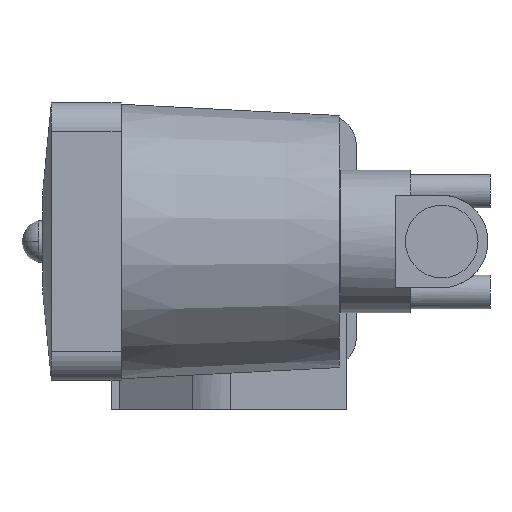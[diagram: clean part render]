
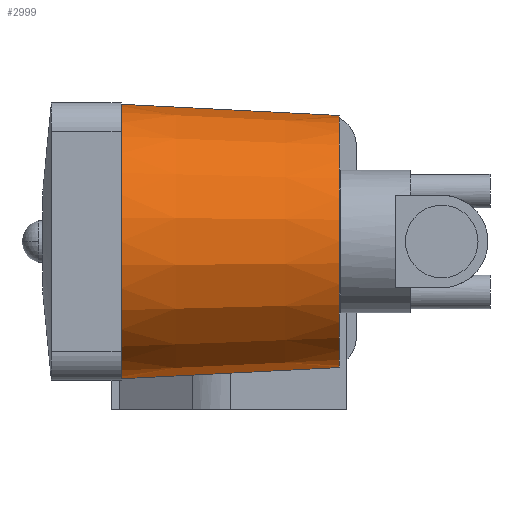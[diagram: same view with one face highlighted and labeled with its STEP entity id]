
A CAD part, left-side view. The second image highlights one B-rep face of the part: STEP entity #2999.
In plain terms, the highlighted conical face has half-angle 2.943 degrees and reference radius 30 mm.
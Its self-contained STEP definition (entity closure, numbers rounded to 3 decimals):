
#70 = CARTESIAN_POINT ( 'NONE',  ( 0., 59.5, -32.673 ) ) ;
#131 = CARTESIAN_POINT ( 'NONE',  ( 0., 7.5, -30. ) ) ;
#293 = DIRECTION ( 'NONE',  ( 0., 1., 0. ) ) ;
#305 = CARTESIAN_POINT ( 'NONE',  ( 0., 7.5, 0. ) ) ;
#606 = EDGE_CURVE ( 'NONE', #2856, #3153, #2538, .T. ) ;
#749 = ORIENTED_EDGE ( 'NONE', *, *, #2718, .F. ) ;
#757 = CARTESIAN_POINT ( 'NONE',  ( 0., 7.5, 0. ) ) ;
#765 = AXIS2_PLACEMENT_3D ( 'NONE', #757, #293, #2885 ) ;
#770 = ORIENTED_EDGE ( 'NONE', *, *, #1452, .F. ) ;
#820 = AXIS2_PLACEMENT_3D ( 'NONE', #2085, #1782, #3197 ) ;
#937 = VERTEX_POINT ( 'NONE', #1062 ) ;
#941 = CIRCLE ( 'NONE', #820, 32.673 ) ;
#959 = ORIENTED_EDGE ( 'NONE', *, *, #2385, .T. ) ;
#1062 = CARTESIAN_POINT ( 'NONE',  ( 0., 59.5, 32.673 ) ) ;
#1300 = ORIENTED_EDGE ( 'NONE', *, *, #606, .F. ) ;
#1367 = CARTESIAN_POINT ( 'NONE',  ( 0., 7.5, -30. ) ) ;
#1449 = DIRECTION ( 'NONE',  ( 0., 0.999, 0.051 ) ) ;
#1452 = EDGE_CURVE ( 'NONE', #2579, #2856, #2000, .T. ) ;
#1482 = VECTOR ( 'NONE', #1449, 1000. ) ;
#1509 = CARTESIAN_POINT ( 'NONE',  ( 0., 7.5, 30. ) ) ;
#1538 = DIRECTION ( 'NONE',  ( 0., -1., 0. ) ) ;
#1782 = DIRECTION ( 'NONE',  ( 0., 1., 0. ) ) ;
#1793 = CONICAL_SURFACE ( 'NONE', #765, 30., 0.051 ) ;
#2000 = CIRCLE ( 'NONE', #2901, 30. ) ;
#2043 = FACE_OUTER_BOUND ( 'NONE', #2532, .T. ) ;
#2085 = CARTESIAN_POINT ( 'NONE',  ( 0., 59.5, 0. ) ) ;
#2385 = EDGE_CURVE ( 'NONE', #2579, #937, #3204, .T. ) ;
#2532 = EDGE_LOOP ( 'NONE', ( #1300, #770, #959, #749 ) ) ;
#2538 = LINE ( 'NONE', #1367, #3509 ) ;
#2579 = VERTEX_POINT ( 'NONE', #2728 ) ;
#2718 = EDGE_CURVE ( 'NONE', #3153, #937, #941, .T. ) ;
#2728 = CARTESIAN_POINT ( 'NONE',  ( 0., 7.5, 30. ) ) ;
#2856 = VERTEX_POINT ( 'NONE', #131 ) ;
#2885 = DIRECTION ( 'NONE',  ( 0., 0., 1. ) ) ;
#2901 = AXIS2_PLACEMENT_3D ( 'NONE', #305, #1538, #3254 ) ;
#2999 = ADVANCED_FACE ( 'NONE', ( #2043 ), #1793, .T. ) ;
#3153 = VERTEX_POINT ( 'NONE', #70 ) ;
#3197 = DIRECTION ( 'NONE',  ( 0., 0., -1. ) ) ;
#3204 = LINE ( 'NONE', #1509, #1482 ) ;
#3254 = DIRECTION ( 'NONE',  ( 0., 0., -1. ) ) ;
#3420 = DIRECTION ( 'NONE',  ( 0., 0.999, -0.051 ) ) ;
#3509 = VECTOR ( 'NONE', #3420, 1000. ) ;
